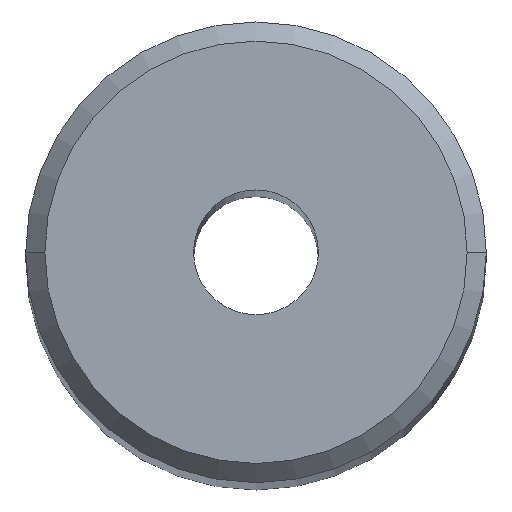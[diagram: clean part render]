
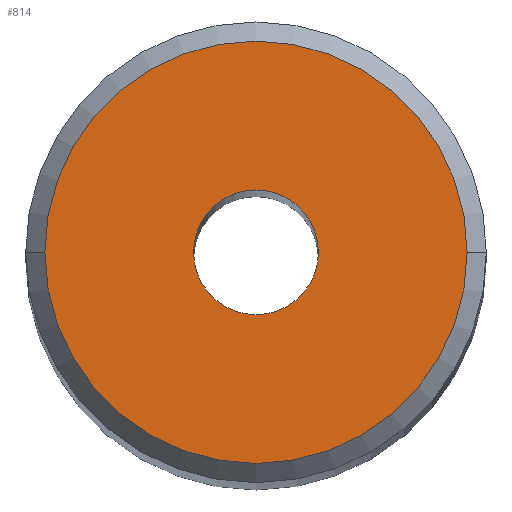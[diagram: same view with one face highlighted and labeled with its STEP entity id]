
A CAD part, top view. The second image highlights one B-rep face of the part: STEP entity #814.
In plain terms, the highlighted planar face has unit normal (0, 0, 1).
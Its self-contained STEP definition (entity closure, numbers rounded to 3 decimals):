
#412=VERTEX_POINT('NONE',#1115);
#462=EDGE_CURVE('NONE',#960,#626,#1169,.T.);
#626=VERTEX_POINT('NONE',#1347);
#664=VERTEX_POINT('NONE',#1389);
#814=ADVANCED_FACE('NONE',(#1561,#1562),#1563,.T.);
#834=EDGE_CURVE('NONE',#412,#664,#1585,.T.);
#864=EDGE_CURVE('NONE',#664,#412,#1620,.T.);
#906=EDGE_CURVE('NONE',#626,#960,#1666,.T.);
#960=VERTEX_POINT('NONE',#1726);
#1115=CARTESIAN_POINT('',(11.0,0.,220.0));
#1169=CIRCLE('',#1977,3.25);
#1347=CARTESIAN_POINT('',(3.25,0.0,220.0));
#1389=CARTESIAN_POINT('',(-11.0,0.0,220.0));
#1561=FACE_OUTER_BOUND('',#2597,.T.);
#1562=FACE_BOUND('',#2598,.T.);
#1563=PLANE('',#2599);
#1585=CIRCLE('',#2628,11.0);
#1620=CIRCLE('',#2676,11.0);
#1666=CIRCLE('',#2803,3.25);
#1726=CARTESIAN_POINT('',(-3.25,0.,220.0));
#1977=AXIS2_PLACEMENT_3D('',#3159,#3160,#3161);
#2597=EDGE_LOOP('',(#3616,#3617));
#2598=EDGE_LOOP('',(#3618,#3619));
#2599=AXIS2_PLACEMENT_3D('',#3620,#3621,#3622);
#2628=AXIS2_PLACEMENT_3D('',#3647,#3648,#3649);
#2676=AXIS2_PLACEMENT_3D('',#3700,#3701,#3702);
#2803=AXIS2_PLACEMENT_3D('',#3754,#3755,#3756);
#3159=CARTESIAN_POINT('',(0.0,0.0,220.0));
#3160=DIRECTION('',(0.0,0.0,-1.0));
#3161=DIRECTION('',(0.0,-1.0,0.0));
#3616=ORIENTED_EDGE('',*,*,#864,.T.);
#3617=ORIENTED_EDGE('',*,*,#834,.T.);
#3618=ORIENTED_EDGE('',*,*,#906,.T.);
#3619=ORIENTED_EDGE('',*,*,#462,.T.);
#3620=CARTESIAN_POINT('',(0.0,0.,220.0));
#3621=DIRECTION('',(0.0,0.,1.0));
#3622=DIRECTION('',(0.0,1.0,0.));
#3647=CARTESIAN_POINT('',(0.0,0.0,220.0));
#3648=DIRECTION('',(0.0,0.0,1.0));
#3649=DIRECTION('',(0.0,-1.0,0.0));
#3700=CARTESIAN_POINT('',(0.0,0.0,220.0));
#3701=DIRECTION('',(0.0,0.0,1.0));
#3702=DIRECTION('',(0.0,-1.0,0.0));
#3754=CARTESIAN_POINT('',(0.0,0.0,220.0));
#3755=DIRECTION('',(0.0,0.0,-1.0));
#3756=DIRECTION('',(0.0,-1.0,0.0));
